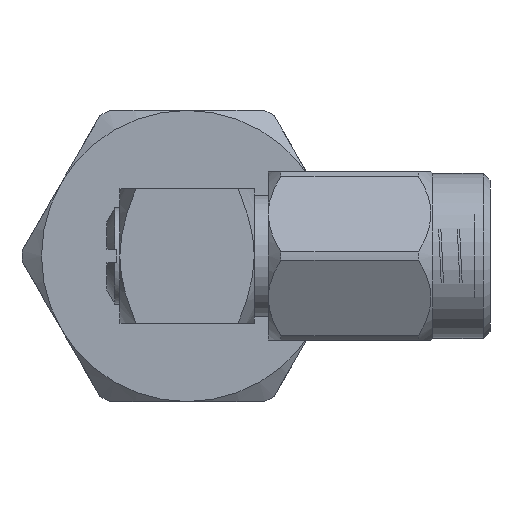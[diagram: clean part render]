
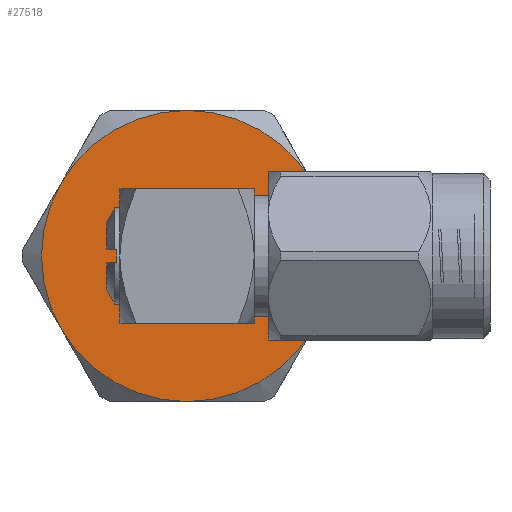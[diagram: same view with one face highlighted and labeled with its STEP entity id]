
A CAD part, left-side view. The second image highlights one B-rep face of the part: STEP entity #27518.
In plain terms, the highlighted face is planar.
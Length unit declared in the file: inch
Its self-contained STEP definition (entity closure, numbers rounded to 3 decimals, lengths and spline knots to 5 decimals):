
#55 = CARTESIAN_POINT ( 'NONE',  ( 0.5, 0., 0.04921 ) ) ;
#594 = DIRECTION ( 'NONE',  ( 0., 0., -1. ) ) ;
#1088 = DIRECTION ( 'NONE',  ( -1., 0., 0. ) ) ;
#1230 = CIRCLE ( 'NONE', #21217, 0.04921 ) ;
#2070 = ORIENTED_EDGE ( 'NONE', *, *, #16237, .F. ) ;
#2530 = ORIENTED_EDGE ( 'NONE', *, *, #9209, .F. ) ;
#2947 = AXIS2_PLACEMENT_3D ( 'NONE', #26084, #10066, #10557 ) ;
#3407 = DIRECTION ( 'NONE',  ( -1., 0., 0. ) ) ;
#3653 = DIRECTION ( 'NONE',  ( -1., 0., 0. ) ) ;
#3706 = DIRECTION ( 'NONE',  ( 0., 0., 1. ) ) ;
#4096 = VERTEX_POINT ( 'NONE', #31623 ) ;
#4742 = CIRCLE ( 'NONE', #24715, 0.04921 ) ;
#5526 = ORIENTED_EDGE ( 'NONE', *, *, #19904, .F. ) ;
#6067 = EDGE_CURVE ( 'NONE', #22588, #13844, #4742, .T. ) ;
#6736 = VERTEX_POINT ( 'NONE', #15534 ) ;
#6840 = AXIS2_PLACEMENT_3D ( 'NONE', #22208, #29658, #27108 ) ;
#7032 = DIRECTION ( 'NONE',  ( 0., 0., 1. ) ) ;
#7348 = CARTESIAN_POINT ( 'NONE',  ( 0.5, 0., 0. ) ) ;
#7514 = EDGE_CURVE ( 'NONE', #8732, #6736, #19342, .T. ) ;
#7916 = EDGE_CURVE ( 'NONE', #29022, #4096, #32326, .T. ) ;
#8338 = CIRCLE ( 'NONE', #2947, 0.21654 ) ;
#8606 = AXIS2_PLACEMENT_3D ( 'NONE', #23922, #13459, #594 ) ;
#8732 = VERTEX_POINT ( 'NONE', #13915 ) ;
#8991 = CARTESIAN_POINT ( 'NONE',  ( 0.5, 0., 0. ) ) ;
#9062 = FACE_OUTER_BOUND ( 'NONE', #15171, .T. ) ;
#9115 = AXIS2_PLACEMENT_3D ( 'NONE', #7348, #17635, #33208 ) ;
#9209 = EDGE_CURVE ( 'NONE', #21883, #4096, #15618, .T. ) ;
#10066 = DIRECTION ( 'NONE',  ( -1., 0., 0. ) ) ;
#10557 = DIRECTION ( 'NONE',  ( 0., 0., 1. ) ) ;
#10627 = CARTESIAN_POINT ( 'NONE',  ( 0.5, 0., 0.21654 ) ) ;
#10814 = EDGE_LOOP ( 'NONE', ( #14142, #25635 ) ) ;
#13459 = DIRECTION ( 'NONE',  ( 1., 0., 0. ) ) ;
#13488 = AXIS2_PLACEMENT_3D ( 'NONE', #8991, #3407, #19277 ) ;
#13632 = DIRECTION ( 'NONE',  ( 0., 0., 1. ) ) ;
#13772 = EDGE_CURVE ( 'NONE', #13844, #22588, #1230, .T. ) ;
#13844 = VERTEX_POINT ( 'NONE', #24074 ) ;
#13915 = CARTESIAN_POINT ( 'NONE',  ( 0.5, -0.18753, -0.10827 ) ) ;
#14142 = ORIENTED_EDGE ( 'NONE', *, *, #6067, .T. ) ;
#14618 = DIRECTION ( 'NONE',  ( -1., 0., 0. ) ) ;
#15111 = ORIENTED_EDGE ( 'NONE', *, *, #22229, .F. ) ;
#15171 = EDGE_LOOP ( 'NONE', ( #5526, #15111, #20955, #2070, #18779, #2530 ) ) ;
#15534 = CARTESIAN_POINT ( 'NONE',  ( 0.5, -0.18753, 0.10827 ) ) ;
#15618 = CIRCLE ( 'NONE', #13488, 0.21654 ) ;
#15839 = AXIS2_PLACEMENT_3D ( 'NONE', #26293, #3653, #13632 ) ;
#16237 = EDGE_CURVE ( 'NONE', #29022, #8732, #24483, .T. ) ;
#17635 = DIRECTION ( 'NONE',  ( -1., 0., 0. ) ) ;
#18779 = ORIENTED_EDGE ( 'NONE', *, *, #7916, .T. ) ;
#19277 = DIRECTION ( 'NONE',  ( 0., 0., 1. ) ) ;
#19342 = CIRCLE ( 'NONE', #9115, 0.21654 ) ;
#19348 = PLANE ( 'NONE',  #6840 ) ;
#19904 = EDGE_CURVE ( 'NONE', #27759, #21883, #26105, .T. ) ;
#20955 = ORIENTED_EDGE ( 'NONE', *, *, #7514, .F. ) ;
#21217 = AXIS2_PLACEMENT_3D ( 'NONE', #31860, #1088, #29493 ) ;
#21883 = VERTEX_POINT ( 'NONE', #23992 ) ;
#22208 = CARTESIAN_POINT ( 'NONE',  ( 0.5, 0.305, 0. ) ) ;
#22229 = EDGE_CURVE ( 'NONE', #6736, #27759, #8338, .T. ) ;
#22588 = VERTEX_POINT ( 'NONE', #55 ) ;
#23922 = CARTESIAN_POINT ( 'NONE',  ( 0.5, 0., 0. ) ) ;
#23992 = CARTESIAN_POINT ( 'NONE',  ( 0.5, 0.18753, 0.10827 ) ) ;
#24074 = CARTESIAN_POINT ( 'NONE',  ( 0.5, 0., -0.04921 ) ) ;
#24483 = CIRCLE ( 'NONE', #27714, 0.21654 ) ;
#24715 = AXIS2_PLACEMENT_3D ( 'NONE', #33057, #14618, #7032 ) ;
#25635 = ORIENTED_EDGE ( 'NONE', *, *, #13772, .T. ) ;
#26084 = CARTESIAN_POINT ( 'NONE',  ( 0.5, 0., 0. ) ) ;
#26105 = CIRCLE ( 'NONE', #15839, 0.21654 ) ;
#26293 = CARTESIAN_POINT ( 'NONE',  ( 0.5, 0., 0. ) ) ;
#27108 = DIRECTION ( 'NONE',  ( 0., 0., 1. ) ) ;
#27518 = ADVANCED_FACE ( 'NONE', ( #32196, #9062 ), #19348, .F. ) ;
#27714 = AXIS2_PLACEMENT_3D ( 'NONE', #29227, #28597, #3706 ) ;
#27759 = VERTEX_POINT ( 'NONE', #10627 ) ;
#28597 = DIRECTION ( 'NONE',  ( -1., 0., 0. ) ) ;
#29022 = VERTEX_POINT ( 'NONE', #32693 ) ;
#29227 = CARTESIAN_POINT ( 'NONE',  ( 0.5, 0., 0. ) ) ;
#29493 = DIRECTION ( 'NONE',  ( 0., 0., 1. ) ) ;
#29658 = DIRECTION ( 'NONE',  ( -1., 0., 0. ) ) ;
#31623 = CARTESIAN_POINT ( 'NONE',  ( 0.5, 0.18753, -0.10827 ) ) ;
#31860 = CARTESIAN_POINT ( 'NONE',  ( 0.5, 0., 0. ) ) ;
#32196 = FACE_BOUND ( 'NONE', #10814, .T. ) ;
#32326 = CIRCLE ( 'NONE', #8606, 0.21654 ) ;
#32693 = CARTESIAN_POINT ( 'NONE',  ( 0.5, 0., -0.21654 ) ) ;
#33057 = CARTESIAN_POINT ( 'NONE',  ( 0.5, 0., 0. ) ) ;
#33208 = DIRECTION ( 'NONE',  ( 0., 0., 1. ) ) ;
